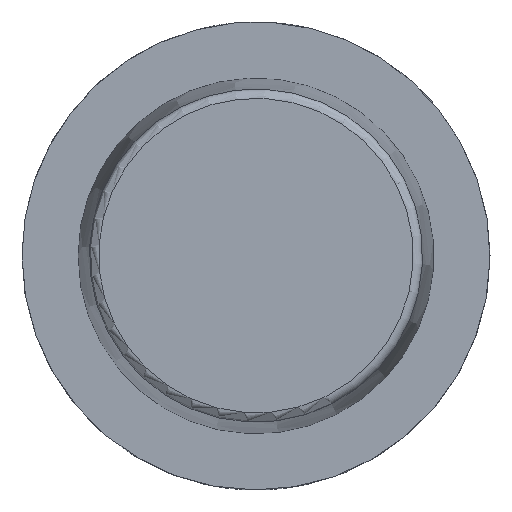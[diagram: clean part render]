
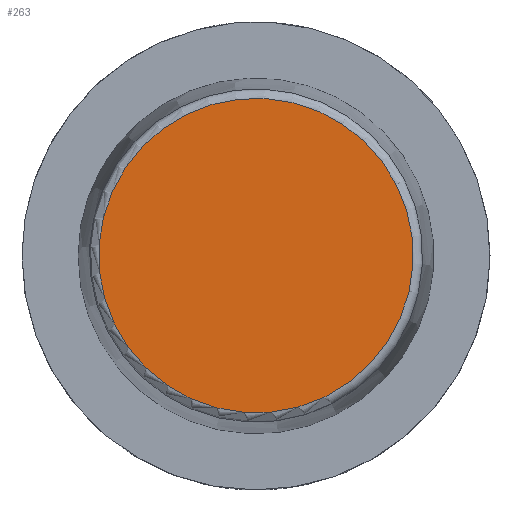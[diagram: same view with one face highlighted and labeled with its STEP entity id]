
A CAD part, top view. The second image highlights one B-rep face of the part: STEP entity #263.
In plain terms, the highlighted planar face has unit normal (0, 0, 1).
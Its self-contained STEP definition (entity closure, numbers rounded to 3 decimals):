
#120=FACE_OUTER_BOUND('',#396,.T.);
#263=ADVANCED_FACE('',(#120),#322,.F.);
#322=PLANE('',#1084);
#396=EDGE_LOOP('',(#501));
#501=ORIENTED_EDGE('',*,*,#864,.T.);
#761=VERTEX_POINT('',#1607);
#864=EDGE_CURVE('',#761,#761,#987,.T.);
#987=CIRCLE('',#1083,33.599);
#1083=AXIS2_PLACEMENT_3D('',#1606,#1235,#1236);
#1084=AXIS2_PLACEMENT_3D('',#1608,#1237,#1238);
#1235=DIRECTION('',(0.,0.,1.));
#1236=DIRECTION('',(0.429,-0.903,0.));
#1237=DIRECTION('',(0.,0.,-1.));
#1238=DIRECTION('',(1.,0.,0.));
#1606=CARTESIAN_POINT('',(0.,0.,50.));
#1607=CARTESIAN_POINT('',(14.42,-30.347,50.));
#1608=CARTESIAN_POINT('',(0.,0.,50.));
